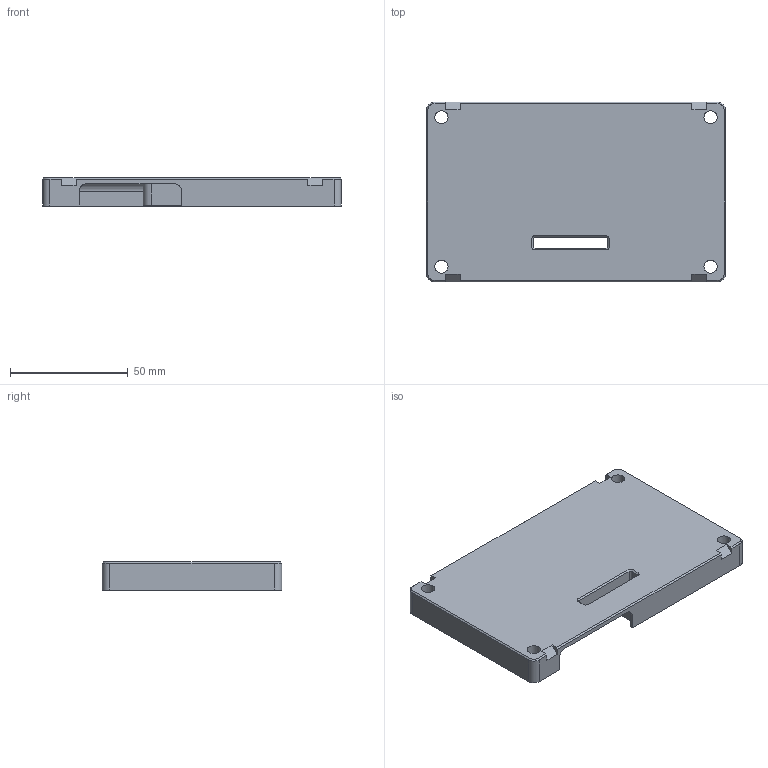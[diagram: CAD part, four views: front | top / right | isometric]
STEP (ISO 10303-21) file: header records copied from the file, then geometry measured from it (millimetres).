
FILE_DESCRIPTION(/* description */ (''),/* implementation_level */ '2;1');
FILE_NAME(/* name */ 'VH-109 Case Side Fan Cap.step',/* time_stamp */ '2024-07-10T06:39:17-04:00',/* author */ (''),/* organization */ (''),/* preprocessor_version */ 'ST-DEVELOPER v20',/* originating_system */ 'Autodesk Translation Framework v13.14.0.145',/* authorisation */ '');
FILE_SCHEMA (('AUTOMOTIVE_DESIGN { 1 0 10303 214 3 1 1 }'));
Length unit declared in the file: inch
Products named in the file (1): Cap
Bounding box: 127 x 76.2 x 11.93 mm (x, y, z)
Volume: 38439.3 mm3; surface area: 30581 mm2
Topology: 1 solids, 1 shells, 169 faces, 435 edges, 268 vertices
Faces by surface type: plane 76, cylinder 65, sphere 12, cone 8, torus 8
Full cylindrical faces by diameter (mm): 5.613 x4
Entity records: 5316 total; most frequent: CARTESIAN_POINT 1113, DIRECTION 879, ORIENTED_EDGE 870, EDGE_CURVE 435, AXIS2_PLACEMENT_3D 298, LINE 283, VECTOR 283, VERTEX_POINT 268
